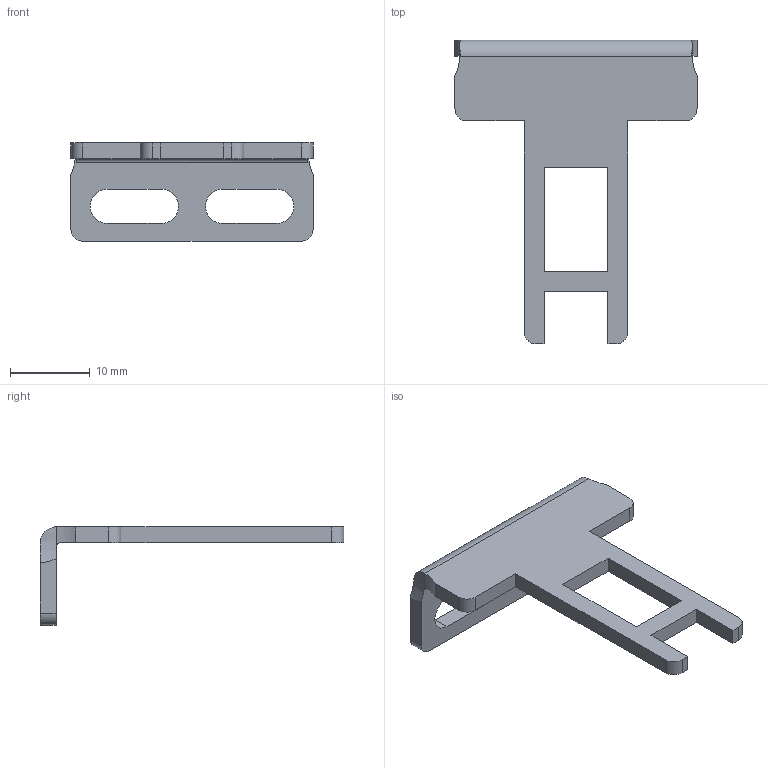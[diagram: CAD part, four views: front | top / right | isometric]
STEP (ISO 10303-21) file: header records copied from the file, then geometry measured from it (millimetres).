
FILE_DESCRIPTION (( 'STEP AP214' ), '1' );
FILE_NAME ('140103.step', '2017-09-27T14:33:22', ( '' ), ( '' ), 'SwSTEP 2.0', 'SolidWorks 2017', '' );
FILE_SCHEMA (( 'AUTOMOTIVE_DESIGN' ));
Length unit declared in the file: inch
Products named in the file (1): 140103
Bounding box: 30.3 x 38 x 12.3 mm (x, y, z)
Volume: 1433.7 mm3; surface area: 1950.2 mm2
Topology: 1 solids, 1 shells, 42 faces, 116 edges, 76 vertices
Faces by surface type: plane 26, cylinder 14, bspline 2
Entity records: 1448 total; most frequent: CARTESIAN_POINT 331, ORIENTED_EDGE 232, DIRECTION 212, EDGE_CURVE 116, VECTOR 82, LINE 82, VERTEX_POINT 76, AXIS2_PLACEMENT_3D 65
